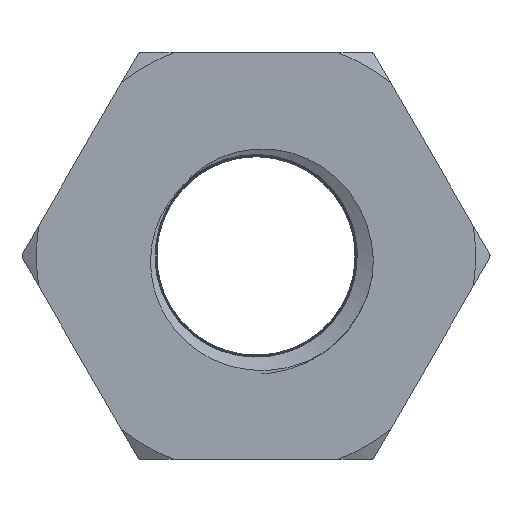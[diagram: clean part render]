
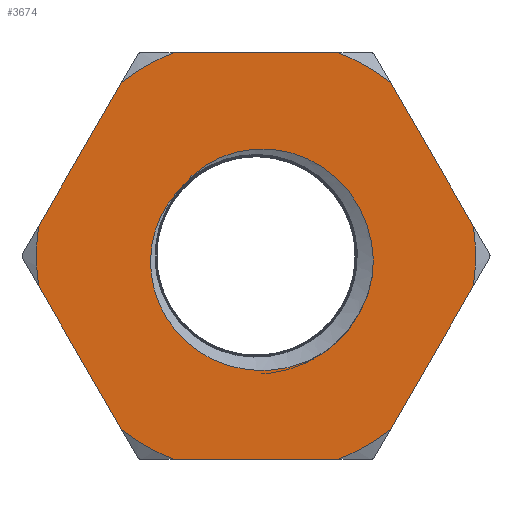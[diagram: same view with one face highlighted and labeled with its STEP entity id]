
A CAD part, left-side view. The second image highlights one B-rep face of the part: STEP entity #3674.
In plain terms, the highlighted planar face has unit normal (-1, 0, 0).
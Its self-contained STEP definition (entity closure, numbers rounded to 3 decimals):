
#121=DIRECTION('',(0.,-0.5,0.866));
#122=VECTOR('',#121,7.098);
#123=CARTESIAN_POINT('',(0.,9.309,1.277));
#124=LINE('',#123,#122);
#125=CARTESIAN_POINT('',(0.,0.,0.));
#126=DIRECTION('',(-1.,0.,0.));
#127=DIRECTION('',(0.,0.378,0.926));
#128=AXIS2_PLACEMENT_3D('',#125,#126,#127);
#130=DIRECTION('',(0.,-1.,0.));
#131=VECTOR('',#130,7.098);
#132=CARTESIAN_POINT('',(0.,3.549,8.7));
#133=LINE('',#132,#131);
#134=CARTESIAN_POINT('',(0.,0.,0.));
#135=DIRECTION('',(-1.,0.,0.));
#136=DIRECTION('',(0.,-0.613,0.79));
#137=AXIS2_PLACEMENT_3D('',#134,#135,#136);
#139=DIRECTION('',(0.,-0.5,-0.866));
#140=VECTOR('',#139,7.098);
#141=CARTESIAN_POINT('',(0.,-5.76,7.423));
#142=LINE('',#141,#140);
#143=DIRECTION('',(0.,0.5,-0.866));
#144=VECTOR('',#143,7.098);
#145=CARTESIAN_POINT('',(0.,-9.309,-1.277));
#146=LINE('',#145,#144);
#147=CARTESIAN_POINT('',(0.,0.,0.));
#148=DIRECTION('',(-1.,0.,0.));
#149=DIRECTION('',(0.,-0.378,-0.926));
#150=AXIS2_PLACEMENT_3D('',#147,#148,#149);
#152=DIRECTION('',(0.,1.,0.));
#153=VECTOR('',#152,7.098);
#154=CARTESIAN_POINT('',(0.,-3.549,-8.7));
#155=LINE('',#154,#153);
#156=CARTESIAN_POINT('',(0.,0.,0.));
#157=DIRECTION('',(-1.,0.,0.));
#158=DIRECTION('',(0.,0.613,-0.79));
#159=AXIS2_PLACEMENT_3D('',#156,#157,#158);
#161=DIRECTION('',(0.,0.5,0.866));
#162=VECTOR('',#161,7.098);
#163=CARTESIAN_POINT('',(0.,5.76,-7.423));
#164=LINE('',#163,#162);
#165=CARTESIAN_POINT('',(0.,3.235,2.898));
#166=CARTESIAN_POINT('',(0.,3.087,3.087));
#167=CARTESIAN_POINT('',(0.,2.763,3.435));
#168=CARTESIAN_POINT('',(0.,2.189,3.88));
#169=CARTESIAN_POINT('',(0.,1.541,4.228));
#170=CARTESIAN_POINT('',(0.,0.848,4.465));
#171=CARTESIAN_POINT('',(0.,0.112,4.589));
#172=CARTESIAN_POINT('',(0.,-0.634,4.591));
#173=CARTESIAN_POINT('',(0.,-1.378,4.473));
#174=CARTESIAN_POINT('',(0.,-2.102,4.232));
#175=CARTESIAN_POINT('',(0.,-2.775,3.879));
#176=CARTESIAN_POINT('',(0.,-3.394,3.414));
#177=CARTESIAN_POINT('',(0.,-3.929,2.857));
#178=CARTESIAN_POINT('',(0.,-4.374,2.216));
#179=CARTESIAN_POINT('',(0.,-4.713,1.503));
#180=CARTESIAN_POINT('',(0.,-4.935,0.748));
#181=CARTESIAN_POINT('',(0.,-5.035,-0.047));
#182=CARTESIAN_POINT('',(0.,-5.018,-0.577));
#183=CARTESIAN_POINT('',(0.,-4.987,-0.844));
#185=CARTESIAN_POINT('',(0.,0.,0.));
#186=DIRECTION('',(-1.,0.,0.));
#187=DIRECTION('',(0.,0.745,0.667));
#188=AXIS2_PLACEMENT_3D('',#185,#186,#187);
#190=CARTESIAN_POINT('',(0.,-2.961,-4.096));
#191=CARTESIAN_POINT('',(0.,-2.737,-4.242));
#192=CARTESIAN_POINT('',(0.,-2.273,-4.494));
#193=CARTESIAN_POINT('',(0.,-1.518,-4.761));
#194=CARTESIAN_POINT('',(0.,-0.746,-4.901));
#195=CARTESIAN_POINT('',(0.,0.043,-4.918));
#196=CARTESIAN_POINT('',(0.,0.816,-4.809));
#197=CARTESIAN_POINT('',(0.,1.555,-4.582));
#198=CARTESIAN_POINT('',(0.,2.251,-4.237));
#199=CARTESIAN_POINT('',(0.,2.87,-3.796));
#200=CARTESIAN_POINT('',(0.,3.412,-3.259));
#201=CARTESIAN_POINT('',(0.,3.857,-2.647));
#202=CARTESIAN_POINT('',(0.,4.198,-1.972));
#203=CARTESIAN_POINT('',(0.,4.423,-1.252));
#204=CARTESIAN_POINT('',(0.,4.525,-0.533));
#205=CARTESIAN_POINT('',(0.,4.513,0.176));
#206=CARTESIAN_POINT('',(0.,4.395,0.859));
#207=CARTESIAN_POINT('',(0.,4.174,1.513));
#208=CARTESIAN_POINT('',(0.,3.853,2.126));
#209=CARTESIAN_POINT('',(0.,3.58,2.494));
#210=CARTESIAN_POINT('',(0.,3.428,2.668));
#212=CARTESIAN_POINT('',(0.,-4.987,-0.844));
#213=CARTESIAN_POINT('',(0.,-4.951,-1.06));
#214=CARTESIAN_POINT('',(0.,-4.85,-1.483));
#215=CARTESIAN_POINT('',(0.,-4.617,-2.099));
#216=CARTESIAN_POINT('',(0.,-4.306,-2.678));
#217=CARTESIAN_POINT('',(0.,-3.924,-3.21));
#218=CARTESIAN_POINT('',(0.,-3.477,-3.689));
#219=CARTESIAN_POINT('',(0.,-3.14,-3.967));
#220=CARTESIAN_POINT('',(0.,-2.961,-4.096));
#238=CARTESIAN_POINT('',(0.,0.,0.));
#239=DIRECTION('',(-1.,0.,0.));
#240=DIRECTION('',(0.,0.991,0.136));
#241=AXIS2_PLACEMENT_3D('',#238,#239,#240);
#267=CARTESIAN_POINT('',(0.,0.,0.));
#268=DIRECTION('',(-1.,0.,0.));
#269=DIRECTION('',(0.,-0.991,-0.136));
#270=AXIS2_PLACEMENT_3D('',#267,#268,#269);
#3430=CARTESIAN_POINT('',(0.,5.76,-7.423));
#3431=CARTESIAN_POINT('',(0.,3.549,-8.7));
#3432=VERTEX_POINT('',#3430);
#3433=VERTEX_POINT('',#3431);
#3434=CARTESIAN_POINT('',(0.,-3.549,-8.7));
#3435=CARTESIAN_POINT('',(0.,-5.76,-7.423));
#3436=VERTEX_POINT('',#3434);
#3437=VERTEX_POINT('',#3435);
#3438=CARTESIAN_POINT('',(0.,-5.76,7.423));
#3439=CARTESIAN_POINT('',(0.,-3.549,8.7));
#3440=VERTEX_POINT('',#3438);
#3441=VERTEX_POINT('',#3439);
#3442=CARTESIAN_POINT('',(0.,3.549,8.7));
#3443=CARTESIAN_POINT('',(0.,5.76,7.423));
#3444=VERTEX_POINT('',#3442);
#3445=VERTEX_POINT('',#3443);
#3462=CARTESIAN_POINT('',(0.,9.309,-1.277));
#3463=VERTEX_POINT('',#3462);
#3464=CARTESIAN_POINT('',(0.,9.309,1.277));
#3465=VERTEX_POINT('',#3464);
#3466=CARTESIAN_POINT('',(0.,-9.309,1.277));
#3467=VERTEX_POINT('',#3466);
#3468=CARTESIAN_POINT('',(0.,-9.309,-1.277));
#3469=VERTEX_POINT('',#3468);
#3512=VERTEX_POINT('',#165);
#3513=VERTEX_POINT('',#183);
#3514=VERTEX_POINT('',#220);
#3515=VERTEX_POINT('',#210);
#3633=CARTESIAN_POINT('',(0.,0.,0.));
#3634=DIRECTION('',(1.,0.,0.));
#3635=DIRECTION('',(0.,0.,-1.));
#3636=AXIS2_PLACEMENT_3D('',#3633,#3634,#3635);
#3637=PLANE('',#3636);
#3639=ORIENTED_EDGE('',*,*,#3638,.F.);
#3641=ORIENTED_EDGE('',*,*,#3640,.T.);
#3643=ORIENTED_EDGE('',*,*,#3642,.F.);
#3645=ORIENTED_EDGE('',*,*,#3644,.T.);
#3647=ORIENTED_EDGE('',*,*,#3646,.F.);
#3649=ORIENTED_EDGE('',*,*,#3648,.T.);
#3651=ORIENTED_EDGE('',*,*,#3650,.F.);
#3653=ORIENTED_EDGE('',*,*,#3652,.T.);
#3655=ORIENTED_EDGE('',*,*,#3654,.F.);
#3657=ORIENTED_EDGE('',*,*,#3656,.T.);
#3659=ORIENTED_EDGE('',*,*,#3658,.F.);
#3661=ORIENTED_EDGE('',*,*,#3660,.T.);
#3662=EDGE_LOOP('',(#3639,#3641,#3643,#3645,#3647,#3649,#3651,#3653,#3655,#3657,
#3659,#3661));
#3663=FACE_OUTER_BOUND('',#3662,.F.);
#3665=ORIENTED_EDGE('',*,*,#3664,.F.);
#3667=ORIENTED_EDGE('',*,*,#3666,.T.);
#3669=ORIENTED_EDGE('',*,*,#3668,.F.);
#3671=ORIENTED_EDGE('',*,*,#3670,.F.);
#3672=EDGE_LOOP('',(#3665,#3667,#3669,#3671));
#3673=FACE_BOUND('',#3672,.F.);
#129=CIRCLE('',#128,9.396);
#138=CIRCLE('',#137,9.396);
#151=CIRCLE('',#150,9.396);
#160=CIRCLE('',#159,9.396);
#184=B_SPLINE_CURVE_WITH_KNOTS('',3,(#165,#166,#167,#168,#169,#170,#171,#172,
#173,#174,#175,#176,#177,#178,#179,#180,#181,#182,#183),.UNSPECIFIED.,.F.,.F.,
(4,1,1,1,1,1,1,1,1,1,1,1,1,1,1,1,4),(0.,0.063,0.125,0.188,0.25,
0.313,0.375,0.438,0.5,0.563,0.625,0.688,0.75,0.813,
0.875,0.938,1.),.UNSPECIFIED.);
#189=CIRCLE('',#188,4.344);
#211=B_SPLINE_CURVE_WITH_KNOTS('',3,(#190,#191,#192,#193,#194,#195,#196,#197,
#198,#199,#200,#201,#202,#203,#204,#205,#206,#207,#208,#209,#210),.UNSPECIFIED.,
.F.,.F.,(4,1,1,1,1,1,1,1,1,1,1,1,1,1,1,1,1,1,4),(0.,0.056,
0.111,0.167,0.222,0.278,
0.333,0.389,0.444,0.5,0.556,
0.611,0.667,0.722,0.778,
0.833,0.889,0.944,1.),.UNSPECIFIED.);
#221=B_SPLINE_CURVE_WITH_KNOTS('',3,(#212,#213,#214,#215,#216,#217,#218,#219,
#220),.UNSPECIFIED.,.F.,.F.,(4,1,1,1,1,1,4),(0.,0.167,
0.333,0.5,0.667,0.833,1.),
.UNSPECIFIED.);
#242=CIRCLE('',#241,9.396);
#271=CIRCLE('',#270,9.396);
#3638=EDGE_CURVE('',#3465,#3463,#242,.T.);
#3640=EDGE_CURVE('',#3465,#3445,#124,.T.);
#3642=EDGE_CURVE('',#3444,#3445,#129,.T.);
#3644=EDGE_CURVE('',#3444,#3441,#133,.T.);
#3646=EDGE_CURVE('',#3440,#3441,#138,.T.);
#3648=EDGE_CURVE('',#3440,#3467,#142,.T.);
#3650=EDGE_CURVE('',#3469,#3467,#271,.T.);
#3652=EDGE_CURVE('',#3469,#3437,#146,.T.);
#3654=EDGE_CURVE('',#3436,#3437,#151,.T.);
#3656=EDGE_CURVE('',#3436,#3433,#155,.T.);
#3658=EDGE_CURVE('',#3432,#3433,#160,.T.);
#3660=EDGE_CURVE('',#3432,#3463,#164,.T.);
#3664=EDGE_CURVE('',#3512,#3513,#184,.T.);
#3666=EDGE_CURVE('',#3512,#3515,#189,.T.);
#3668=EDGE_CURVE('',#3514,#3515,#211,.T.);
#3670=EDGE_CURVE('',#3513,#3514,#221,.T.);
#3674=ADVANCED_FACE('',(#3663,#3673),#3637,.F.);
